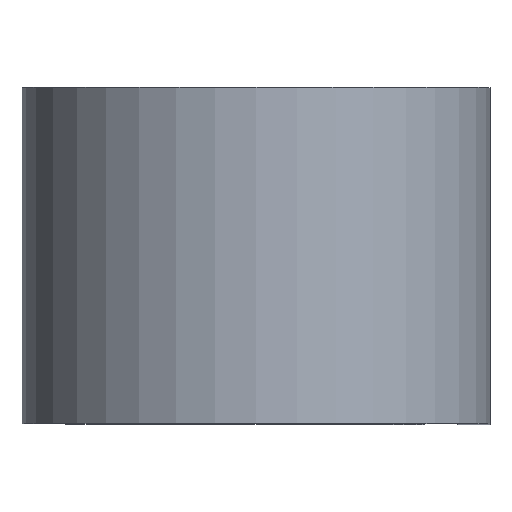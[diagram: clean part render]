
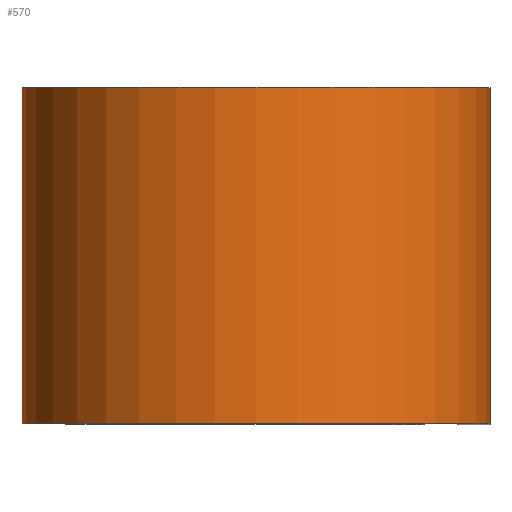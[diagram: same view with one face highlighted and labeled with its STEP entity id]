
A CAD part, top view. The second image highlights one B-rep face of the part: STEP entity #570.
In plain terms, the highlighted cylindrical face has radius 11.049 mm (diameter 22.098 mm), a partial arc.
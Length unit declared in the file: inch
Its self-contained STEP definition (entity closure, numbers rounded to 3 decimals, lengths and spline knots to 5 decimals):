
#16 = CARTESIAN_POINT ( 'NONE',  ( 0., 0.3125, 0. ) ) ;
#28 = AXIS2_PLACEMENT_3D ( 'NONE', #459, #511, #620 ) ;
#33 = EDGE_CURVE ( 'NONE', #362, #264, #69, .T. ) ;
#44 = DIRECTION ( 'NONE',  ( 1., 0., 0. ) ) ;
#69 = CIRCLE ( 'NONE', #423, 0.435 ) ;
#82 = VECTOR ( 'NONE', #430, 39.37008 ) ;
#95 = VERTEX_POINT ( 'NONE', #122 ) ;
#122 = CARTESIAN_POINT ( 'NONE',  ( 0.435, -0.3125, 0. ) ) ;
#156 = CYLINDRICAL_SURFACE ( 'NONE', #379, 0.435 ) ;
#160 = EDGE_CURVE ( 'NONE', #362, #397, #199, .T. ) ;
#167 = VECTOR ( 'NONE', #602, 39.37008 ) ;
#193 = DIRECTION ( 'NONE',  ( 0., 0., -1. ) ) ;
#199 = LINE ( 'NONE', #456, #167 ) ;
#264 = VERTEX_POINT ( 'NONE', #526 ) ;
#280 = EDGE_CURVE ( 'NONE', #264, #95, #311, .T. ) ;
#281 = ORIENTED_EDGE ( 'NONE', *, *, #160, .T. ) ;
#285 = EDGE_LOOP ( 'NONE', ( #367, #491, #416, #281 ) ) ;
#311 = LINE ( 'NONE', #327, #82 ) ;
#327 = CARTESIAN_POINT ( 'NONE',  ( 0.435, 0.3125, 0. ) ) ;
#362 = VERTEX_POINT ( 'NONE', #408 ) ;
#367 = ORIENTED_EDGE ( 'NONE', *, *, #415, .T. ) ;
#379 = AXIS2_PLACEMENT_3D ( 'NONE', #507, #442, #193 ) ;
#385 = CIRCLE ( 'NONE', #28, 0.435 ) ;
#397 = VERTEX_POINT ( 'NONE', #521 ) ;
#408 = CARTESIAN_POINT ( 'NONE',  ( 0., 0.3125, -0.435 ) ) ;
#415 = EDGE_CURVE ( 'NONE', #397, #95, #385, .T. ) ;
#416 = ORIENTED_EDGE ( 'NONE', *, *, #33, .F. ) ;
#423 = AXIS2_PLACEMENT_3D ( 'NONE', #16, #537, #44 ) ;
#430 = DIRECTION ( 'NONE',  ( 0., -1., 0. ) ) ;
#442 = DIRECTION ( 'NONE',  ( 0., -1., 0. ) ) ;
#456 = CARTESIAN_POINT ( 'NONE',  ( 0., 0.3125, -0.435 ) ) ;
#459 = CARTESIAN_POINT ( 'NONE',  ( 0., -0.3125, 0. ) ) ;
#468 = FACE_OUTER_BOUND ( 'NONE', #285, .T. ) ;
#491 = ORIENTED_EDGE ( 'NONE', *, *, #280, .F. ) ;
#507 = CARTESIAN_POINT ( 'NONE',  ( 0., 0.3125, 0. ) ) ;
#511 = DIRECTION ( 'NONE',  ( 0., 1., 0. ) ) ;
#521 = CARTESIAN_POINT ( 'NONE',  ( 0., -0.3125, -0.435 ) ) ;
#526 = CARTESIAN_POINT ( 'NONE',  ( 0.435, 0.3125, 0. ) ) ;
#537 = DIRECTION ( 'NONE',  ( 0., 1., 0. ) ) ;
#570 = ADVANCED_FACE ( 'NONE', ( #468 ), #156, .T. ) ;
#602 = DIRECTION ( 'NONE',  ( 0., -1., 0. ) ) ;
#620 = DIRECTION ( 'NONE',  ( 1., 0., 0. ) ) ;
